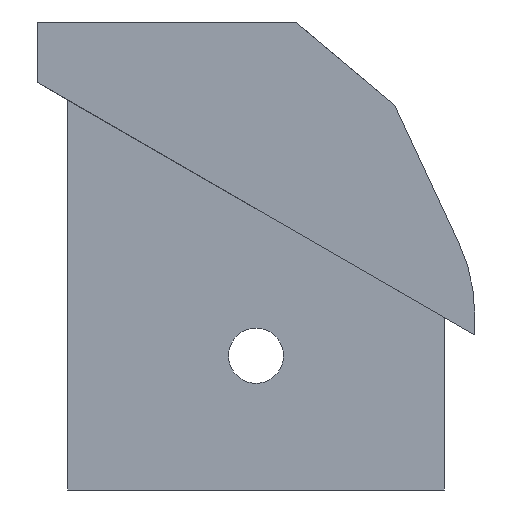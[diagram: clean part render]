
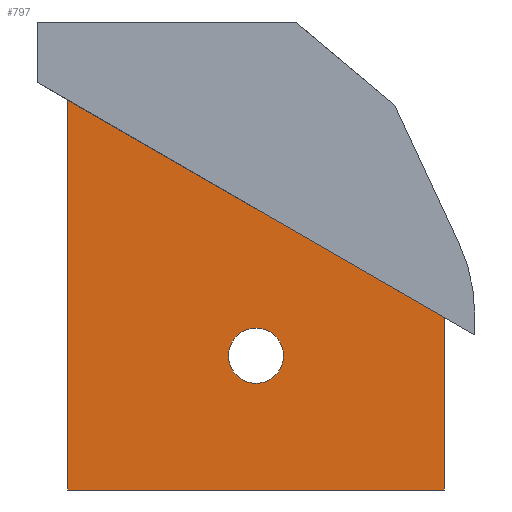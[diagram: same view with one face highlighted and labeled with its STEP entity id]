
A CAD part, left-side view. The second image highlights one B-rep face of the part: STEP entity #797.
In plain terms, the highlighted planar face has unit normal (-1, 0, 0).
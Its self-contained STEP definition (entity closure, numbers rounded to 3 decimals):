
#3 = CARTESIAN_POINT ( 'NONE',  ( -115.35, 63.84, 36.858 ) ) ;
#42 = CARTESIAN_POINT ( 'NONE',  ( -115.35, 3.575, -18. ) ) ;
#49 = CIRCLE ( 'NONE', #340, 3.2 ) ;
#97 = DIRECTION ( 'NONE',  ( 0., 0., 1. ) ) ;
#102 = CARTESIAN_POINT ( 'NONE',  ( -115.35, 47.225, -18. ) ) ;
#126 = PLANE ( 'NONE',  #1029 ) ;
#153 = DIRECTION ( 'NONE',  ( 0., 0., 1. ) ) ;
#168 = VERTEX_POINT ( 'NONE', #1090 ) ;
#191 = VERTEX_POINT ( 'NONE', #643 ) ;
#275 = EDGE_CURVE ( 'NONE', #191, #1015, #383, .T. ) ;
#304 = CARTESIAN_POINT ( 'NONE',  ( -115.35, 47.225, -18. ) ) ;
#332 = VERTEX_POINT ( 'NONE', #42 ) ;
#340 = AXIS2_PLACEMENT_3D ( 'NONE', #1428, #1088, #1575 ) ;
#383 = LINE ( 'NONE', #3, #1286 ) ;
#429 = EDGE_LOOP ( 'NONE', ( #1323, #1028 ) ) ;
#444 = EDGE_LOOP ( 'NONE', ( #1065, #691, #457, #445 ) ) ;
#445 = ORIENTED_EDGE ( 'NONE', *, *, #1477, .T. ) ;
#457 = ORIENTED_EDGE ( 'NONE', *, *, #463, .F. ) ;
#463 = EDGE_CURVE ( 'NONE', #1553, #191, #1278, .T. ) ;
#492 = CIRCLE ( 'NONE', #1462, 3.2 ) ;
#530 = CARTESIAN_POINT ( 'NONE',  ( -115.35, 25.4, -2.421 ) ) ;
#620 = DIRECTION ( 'NONE',  ( -1., 0., 0. ) ) ;
#629 = DIRECTION ( 'NONE',  ( 0., 0., 1. ) ) ;
#643 = CARTESIAN_POINT ( 'NONE',  ( -115.35, 47.225, 27.265 ) ) ;
#658 = VECTOR ( 'NONE', #1299, 1000. ) ;
#691 = ORIENTED_EDGE ( 'NONE', *, *, #275, .F. ) ;
#709 = LINE ( 'NONE', #102, #658 ) ;
#746 = EDGE_CURVE ( 'NONE', #168, #1046, #49, .T. ) ;
#797 = ADVANCED_FACE ( 'NONE', ( #872, #864 ), #126, .T. ) ;
#864 = FACE_OUTER_BOUND ( 'NONE', #444, .T. ) ;
#872 = FACE_BOUND ( 'NONE', #429, .T. ) ;
#937 = CARTESIAN_POINT ( 'NONE',  ( -115.35, 3.575, -18. ) ) ;
#1015 = VERTEX_POINT ( 'NONE', #1450 ) ;
#1028 = ORIENTED_EDGE ( 'NONE', *, *, #1150, .F. ) ;
#1029 = AXIS2_PLACEMENT_3D ( 'NONE', #1362, #620, #629 ) ;
#1046 = VERTEX_POINT ( 'NONE', #1486 ) ;
#1065 = ORIENTED_EDGE ( 'NONE', *, *, #1364, .T. ) ;
#1088 = DIRECTION ( 'NONE',  ( -1., 0., 0. ) ) ;
#1090 = CARTESIAN_POINT ( 'NONE',  ( -115.35, 25.4, -5.621 ) ) ;
#1150 = EDGE_CURVE ( 'NONE', #1046, #168, #492, .T. ) ;
#1179 = LINE ( 'NONE', #937, #1505 ) ;
#1183 = CARTESIAN_POINT ( 'NONE',  ( -115.35, 47.225, -18. ) ) ;
#1223 = VECTOR ( 'NONE', #153, 1000. ) ;
#1251 = DIRECTION ( 'NONE',  ( 0., -0.866, -0.5 ) ) ;
#1278 = LINE ( 'NONE', #304, #1223 ) ;
#1286 = VECTOR ( 'NONE', #1251, 1000. ) ;
#1299 = DIRECTION ( 'NONE',  ( 0., -1., 0. ) ) ;
#1323 = ORIENTED_EDGE ( 'NONE', *, *, #746, .F. ) ;
#1362 = CARTESIAN_POINT ( 'NONE',  ( -115.35, 47.225, -18. ) ) ;
#1364 = EDGE_CURVE ( 'NONE', #332, #1015, #1179, .T. ) ;
#1374 = DIRECTION ( 'NONE',  ( -1., 0., 0. ) ) ;
#1428 = CARTESIAN_POINT ( 'NONE',  ( -115.35, 25.4, -2.421 ) ) ;
#1450 = CARTESIAN_POINT ( 'NONE',  ( -115.35, 3.575, 2.064 ) ) ;
#1462 = AXIS2_PLACEMENT_3D ( 'NONE', #530, #1374, #1509 ) ;
#1477 = EDGE_CURVE ( 'NONE', #1553, #332, #709, .T. ) ;
#1486 = CARTESIAN_POINT ( 'NONE',  ( -115.35, 25.4, 0.779 ) ) ;
#1505 = VECTOR ( 'NONE', #97, 1000. ) ;
#1509 = DIRECTION ( 'NONE',  ( 0., 0., 1. ) ) ;
#1553 = VERTEX_POINT ( 'NONE', #1183 ) ;
#1575 = DIRECTION ( 'NONE',  ( 0., 0., 1. ) ) ;
